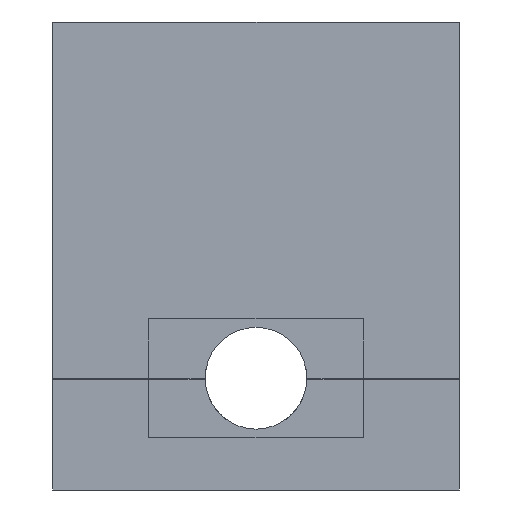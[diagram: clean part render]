
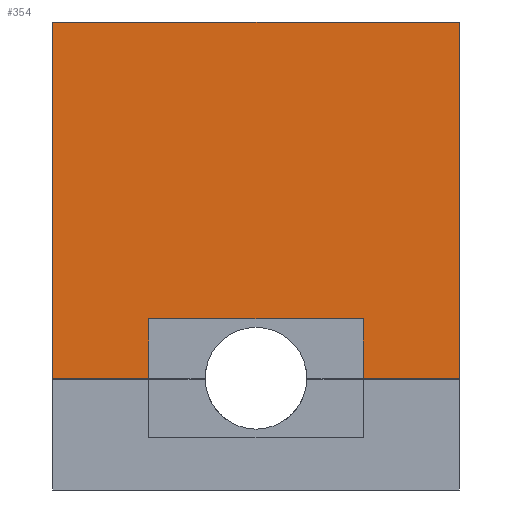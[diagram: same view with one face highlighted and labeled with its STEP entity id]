
A CAD part, front view. The second image highlights one B-rep face of the part: STEP entity #354.
In plain terms, the highlighted planar face has unit normal (0, -1, 0).
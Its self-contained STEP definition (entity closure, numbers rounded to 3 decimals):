
#19=PLANE('',#401);
#37=FACE_OUTER_BOUND('',#55,.T.);
#55=EDGE_LOOP('',(#282,#283,#284,#285,#286,#287,#288,#289));
#81=LINE('',#516,#120);
#87=LINE('',#615,#126);
#88=LINE('',#618,#127);
#97=LINE('',#640,#136);
#98=LINE('',#642,#137);
#99=LINE('',#643,#138);
#100=LINE('',#645,#139);
#101=LINE('',#646,#140);
#120=VECTOR('',#420,10.);
#126=VECTOR('',#438,10.);
#127=VECTOR('',#441,10.);
#136=VECTOR('',#464,10.);
#137=VECTOR('',#465,10.);
#138=VECTOR('',#466,10.);
#139=VECTOR('',#467,10.);
#140=VECTOR('',#468,10.);
#160=VERTEX_POINT('',#513);
#161=VERTEX_POINT('',#515);
#168=VERTEX_POINT('',#567);
#174=VERTEX_POINT('',#613);
#175=VERTEX_POINT('',#617);
#181=VERTEX_POINT('',#639);
#182=VERTEX_POINT('',#641);
#183=VERTEX_POINT('',#644);
#194=EDGE_CURVE('',#161,#160,#81,.T.);
#208=EDGE_CURVE('',#168,#174,#87,.T.);
#209=EDGE_CURVE('',#175,#161,#88,.T.);
#221=EDGE_CURVE('',#181,#160,#97,.T.);
#222=EDGE_CURVE('',#182,#181,#98,.T.);
#223=EDGE_CURVE('',#168,#182,#99,.T.);
#224=EDGE_CURVE('',#174,#183,#100,.T.);
#225=EDGE_CURVE('',#183,#175,#101,.T.);
#282=ORIENTED_EDGE('',*,*,#194,.T.);
#283=ORIENTED_EDGE('',*,*,#221,.F.);
#284=ORIENTED_EDGE('',*,*,#222,.F.);
#285=ORIENTED_EDGE('',*,*,#223,.F.);
#286=ORIENTED_EDGE('',*,*,#208,.T.);
#287=ORIENTED_EDGE('',*,*,#224,.T.);
#288=ORIENTED_EDGE('',*,*,#225,.T.);
#289=ORIENTED_EDGE('',*,*,#209,.T.);
#354=ADVANCED_FACE('',(#37),#19,.F.);
#401=AXIS2_PLACEMENT_3D('',#638,#462,#463);
#420=DIRECTION('',(1.,0.,0.));
#438=DIRECTION('',(1.,0.,0.));
#441=DIRECTION('',(0.,0.,-1.));
#462=DIRECTION('center_axis',(0.,1.,0.));
#463=DIRECTION('ref_axis',(0.,0.,1.));
#464=DIRECTION('',(0.,0.,-1.));
#465=DIRECTION('',(1.,0.,0.));
#466=DIRECTION('',(0.,0.,1.));
#467=DIRECTION('',(0.,0.,1.));
#468=DIRECTION('',(1.,0.,0.));
#513=CARTESIAN_POINT('',(0.,0.,6.4));
#515=CARTESIAN_POINT('',(-5.5,0.,6.4));
#516=CARTESIAN_POINT('',(0.,0.,6.4));
#567=CARTESIAN_POINT('',(-23.3,0.,6.4));
#613=CARTESIAN_POINT('',(-17.8,0.,6.4));
#615=CARTESIAN_POINT('',(0.,0.,6.4));
#617=CARTESIAN_POINT('',(-5.5,0.,9.8));
#618=CARTESIAN_POINT('',(-5.5,0.,8.2));
#638=CARTESIAN_POINT('Origin',(-11.65,0.,13.4));
#639=CARTESIAN_POINT('',(0.,0.,26.8));
#640=CARTESIAN_POINT('',(0.,0.,26.8));
#641=CARTESIAN_POINT('',(-23.3,0.,26.8));
#642=CARTESIAN_POINT('',(-23.3,0.,26.8));
#643=CARTESIAN_POINT('',(-23.3,0.,0.));
#644=CARTESIAN_POINT('',(-17.8,0.,9.8));
#645=CARTESIAN_POINT('',(-17.8,0.,11.6));
#646=CARTESIAN_POINT('',(-8.575,0.,9.8));
